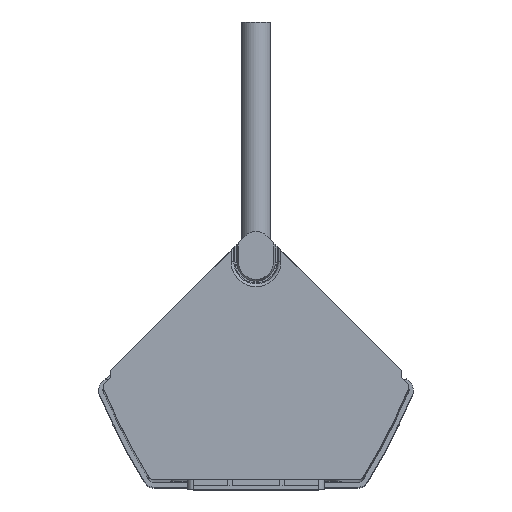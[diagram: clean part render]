
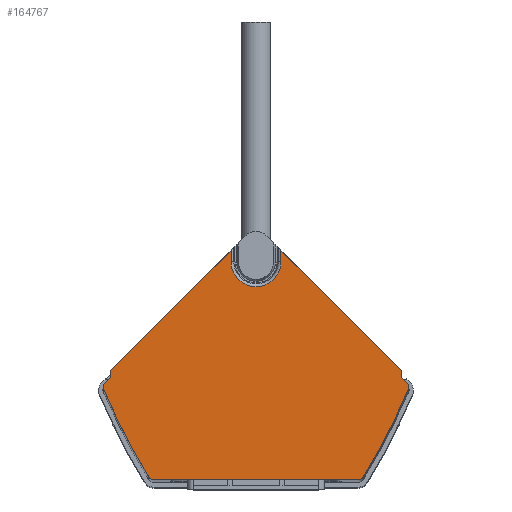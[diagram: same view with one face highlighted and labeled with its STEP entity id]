
A CAD part, top view. The second image highlights one B-rep face of the part: STEP entity #164767.
In plain terms, the highlighted planar face has unit normal (0, 0, 1).
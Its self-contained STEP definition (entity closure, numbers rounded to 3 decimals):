
#2951=CIRCLE('',#174750,6.394);
#2960=CIRCLE('',#174777,1.5);
#2961=CIRCLE('',#174778,170.951);
#2962=CIRCLE('',#174779,1.595);
#2963=CIRCLE('',#174780,1.595);
#2964=CIRCLE('',#174781,170.951);
#2965=CIRCLE('',#174782,1.5);
#21564=FACE_OUTER_BOUND('',#30383,.T.);
#30383=EDGE_LOOP('',(#122745,#122746,#122747,#122748,#122749,#122750,#122751,
#122752,#122753,#122754,#122755,#122756,#122757,#122758,#122759,#122760,
#122761,#122762));
#43420=LINE('',#239838,#60234);
#43424=LINE('',#239848,#60238);
#43427=LINE('',#239860,#60241);
#43456=LINE('',#239935,#60270);
#43457=LINE('',#239937,#60271);
#43458=LINE('',#239939,#60272);
#43459=LINE('',#239941,#60273);
#43460=LINE('',#239949,#60274);
#43461=LINE('',#239957,#60275);
#43462=LINE('',#239959,#60276);
#43463=LINE('',#239960,#60277);
#60234=VECTOR('',#196096,10.);
#60238=VECTOR('',#196104,10.);
#60241=VECTOR('',#196119,10.);
#60270=VECTOR('',#196198,10.);
#60271=VECTOR('',#196199,10.);
#60272=VECTOR('',#196200,10.);
#60273=VECTOR('',#196201,10.);
#60274=VECTOR('',#196208,10.);
#60275=VECTOR('',#196215,10.);
#60276=VECTOR('',#196216,10.);
#60277=VECTOR('',#196217,10.);
#76210=VERTEX_POINT('',#239835);
#76211=VERTEX_POINT('',#239837);
#76214=VERTEX_POINT('',#239845);
#76215=VERTEX_POINT('',#239847);
#76217=VERTEX_POINT('',#239853);
#76239=VERTEX_POINT('',#239934);
#76240=VERTEX_POINT('',#239936);
#76241=VERTEX_POINT('',#239938);
#76242=VERTEX_POINT('',#239940);
#76243=VERTEX_POINT('',#239942);
#76244=VERTEX_POINT('',#239944);
#76245=VERTEX_POINT('',#239946);
#76246=VERTEX_POINT('',#239948);
#76247=VERTEX_POINT('',#239950);
#76248=VERTEX_POINT('',#239952);
#76249=VERTEX_POINT('',#239954);
#76250=VERTEX_POINT('',#239956);
#76251=VERTEX_POINT('',#239958);
#93483=EDGE_CURVE('',#76211,#76210,#43420,.T.);
#93488=EDGE_CURVE('',#76214,#76215,#43424,.T.);
#93493=EDGE_CURVE('',#76215,#76217,#2951,.T.);
#93495=EDGE_CURVE('',#76217,#76210,#43427,.T.);
#93532=EDGE_CURVE('',#76214,#76239,#43456,.T.);
#93533=EDGE_CURVE('',#76239,#76240,#43457,.T.);
#93534=EDGE_CURVE('',#76240,#76241,#43458,.T.);
#93535=EDGE_CURVE('',#76241,#76242,#43459,.T.);
#93536=EDGE_CURVE('',#76243,#76242,#2960,.T.);
#93537=EDGE_CURVE('',#76244,#76243,#2961,.T.);
#93538=EDGE_CURVE('',#76245,#76244,#2962,.T.);
#93539=EDGE_CURVE('',#76246,#76245,#43460,.T.);
#93540=EDGE_CURVE('',#76246,#76247,#2963,.T.);
#93541=EDGE_CURVE('',#76247,#76248,#2964,.T.);
#93542=EDGE_CURVE('',#76248,#76249,#2965,.T.);
#93543=EDGE_CURVE('',#76249,#76250,#43461,.T.);
#93544=EDGE_CURVE('',#76250,#76251,#43462,.T.);
#93545=EDGE_CURVE('',#76251,#76211,#43463,.T.);
#122745=ORIENTED_EDGE('',*,*,#93488,.F.);
#122746=ORIENTED_EDGE('',*,*,#93532,.T.);
#122747=ORIENTED_EDGE('',*,*,#93533,.T.);
#122748=ORIENTED_EDGE('',*,*,#93534,.T.);
#122749=ORIENTED_EDGE('',*,*,#93535,.T.);
#122750=ORIENTED_EDGE('',*,*,#93536,.F.);
#122751=ORIENTED_EDGE('',*,*,#93537,.F.);
#122752=ORIENTED_EDGE('',*,*,#93538,.F.);
#122753=ORIENTED_EDGE('',*,*,#93539,.F.);
#122754=ORIENTED_EDGE('',*,*,#93540,.T.);
#122755=ORIENTED_EDGE('',*,*,#93541,.T.);
#122756=ORIENTED_EDGE('',*,*,#93542,.T.);
#122757=ORIENTED_EDGE('',*,*,#93543,.T.);
#122758=ORIENTED_EDGE('',*,*,#93544,.T.);
#122759=ORIENTED_EDGE('',*,*,#93545,.T.);
#122760=ORIENTED_EDGE('',*,*,#93483,.T.);
#122761=ORIENTED_EDGE('',*,*,#93495,.F.);
#122762=ORIENTED_EDGE('',*,*,#93493,.F.);
#158993=PLANE('',#174776);
#164767=ADVANCED_FACE('',(#21564),#158993,.F.);
#174750=AXIS2_PLACEMENT_3D('',#239857,#196114,#196115);
#174776=AXIS2_PLACEMENT_3D('',#239933,#196196,#196197);
#174777=AXIS2_PLACEMENT_3D('',#239943,#196202,#196203);
#174778=AXIS2_PLACEMENT_3D('',#239945,#196204,#196205);
#174779=AXIS2_PLACEMENT_3D('',#239947,#196206,#196207);
#174780=AXIS2_PLACEMENT_3D('',#239951,#196209,#196210);
#174781=AXIS2_PLACEMENT_3D('',#239953,#196211,#196212);
#174782=AXIS2_PLACEMENT_3D('',#239955,#196213,#196214);
#196096=DIRECTION('',(-0.707,0.707,0.));
#196104=DIRECTION('',(0.,-1.,0.));
#196114=DIRECTION('center_axis',(0.,0.,
1.));
#196115=DIRECTION('ref_axis',(0.,-1.,0.));
#196119=DIRECTION('',(0.,1.,0.));
#196196=DIRECTION('center_axis',(0.,0.,
-1.));
#196197=DIRECTION('ref_axis',(1.,0.,0.));
#196198=DIRECTION('',(-0.707,-0.707,0.));
#196199=DIRECTION('',(0.,-1.,0.));
#196200=DIRECTION('',(-0.707,-0.707,0.));
#196201=DIRECTION('',(-0.694,-0.72,0.));
#196202=DIRECTION('center_axis',(0.,0.,
-1.));
#196203=DIRECTION('ref_axis',(-0.92,-0.392,0.));
#196204=DIRECTION('center_axis',(0.,0.,
-1.));
#196205=DIRECTION('ref_axis',(-0.853,-0.522,0.));
#196206=DIRECTION('center_axis',(0.,0.,
-1.));
#196207=DIRECTION('ref_axis',(0.046,-0.999,0.));
#196208=DIRECTION('',(-1.,0.,0.));
#196209=DIRECTION('center_axis',(0.,0.,
1.));
#196210=DIRECTION('ref_axis',(-0.046,-0.999,0.));
#196211=DIRECTION('center_axis',(0.,0.,
1.));
#196212=DIRECTION('ref_axis',(0.853,-0.522,0.));
#196213=DIRECTION('center_axis',(0.,0.,
1.));
#196214=DIRECTION('ref_axis',(-0.964,-0.266,0.));
#196215=DIRECTION('',(-0.694,0.72,0.));
#196216=DIRECTION('',(-0.707,0.707,0.));
#196217=DIRECTION('',(0.,1.,0.));
#239835=CARTESIAN_POINT('',(130.338,201.585,448.185));
#239837=CARTESIAN_POINT('',(161.085,170.838,448.185));
#239838=CARTESIAN_POINT('',(161.085,170.838,448.185));
#239845=CARTESIAN_POINT('',(117.549,201.585,448.185));
#239847=CARTESIAN_POINT('',(117.549,198.653,448.185));
#239848=CARTESIAN_POINT('',(117.549,186.84,448.185));
#239853=CARTESIAN_POINT('',(130.338,198.653,448.185));
#239857=CARTESIAN_POINT('Origin',(123.944,198.653,448.185));
#239860=CARTESIAN_POINT('',(130.338,187.822,448.185));
#239933=CARTESIAN_POINT('Origin',(123.944,182.903,448.185));
#239934=CARTESIAN_POINT('',(86.802,170.838,448.185));
#239935=CARTESIAN_POINT('',(121.398,205.434,448.185));
#239936=CARTESIAN_POINT('',(86.802,169.141,448.185));
#239937=CARTESIAN_POINT('',(86.802,170.838,448.185));
#239938=CARTESIAN_POINT('',(85.776,168.115,448.185));
#239939=CARTESIAN_POINT('',(86.802,169.141,448.185));
#239940=CARTESIAN_POINT('',(85.296,167.616,448.185));
#239941=CARTESIAN_POINT('',(98.409,181.238,448.185));
#239942=CARTESIAN_POINT('',(84.976,165.968,448.185));
#239943=CARTESIAN_POINT('Origin',(86.356,166.556,448.185));
#239944=CARTESIAN_POINT('',(96.474,143.663,448.185));
#239945=CARTESIAN_POINT('Origin',(242.267,232.931,448.185));
#239946=CARTESIAN_POINT('',(97.908,142.903,448.185));
#239947=CARTESIAN_POINT('Origin',(97.834,144.496,448.185));
#239948=CARTESIAN_POINT('',(149.979,142.903,448.185));
#239949=CARTESIAN_POINT('',(163.944,142.903,448.185));
#239950=CARTESIAN_POINT('',(151.413,143.663,448.185));
#239951=CARTESIAN_POINT('Origin',(150.053,144.496,448.185));
#239952=CARTESIAN_POINT('',(162.911,165.968,448.185));
#239953=CARTESIAN_POINT('Origin',(5.62,232.931,448.185));
#239954=CARTESIAN_POINT('',(162.591,167.616,448.185));
#239955=CARTESIAN_POINT('Origin',(161.531,166.556,448.185));
#239956=CARTESIAN_POINT('',(162.111,168.115,448.185));
#239957=CARTESIAN_POINT('',(149.478,181.238,448.185));
#239958=CARTESIAN_POINT('',(161.085,169.141,448.185));
#239959=CARTESIAN_POINT('',(163.063,167.163,448.185));
#239960=CARTESIAN_POINT('',(161.085,169.141,448.185));
